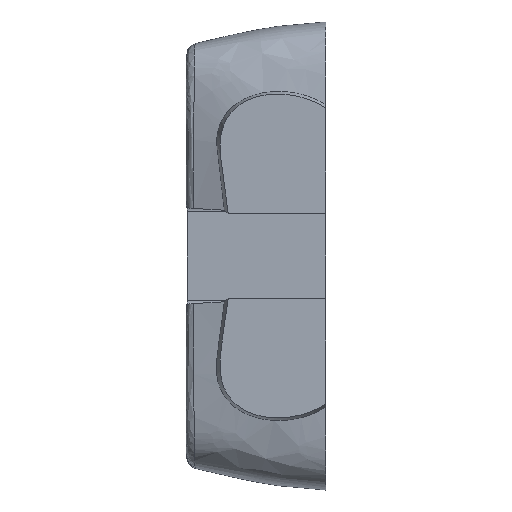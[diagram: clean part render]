
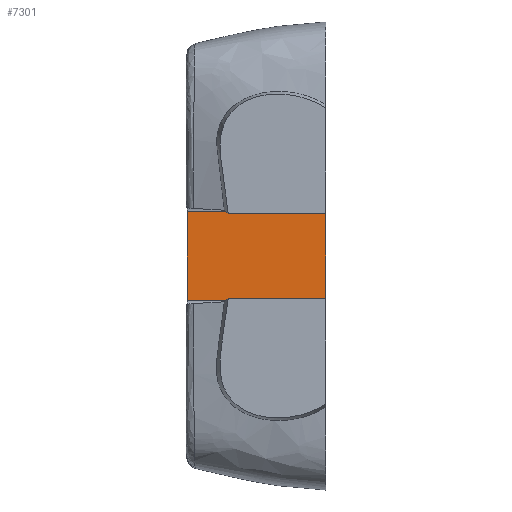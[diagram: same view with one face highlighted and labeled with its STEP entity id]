
A CAD part, left-side view. The second image highlights one B-rep face of the part: STEP entity #7301.
In plain terms, the highlighted planar face has unit normal (-1, 0, 0).
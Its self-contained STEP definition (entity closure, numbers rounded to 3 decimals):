
#6572=CARTESIAN_POINT('POINT55',(90.196,
   104.148,0.));
#6573=VERTEX_POINT('VERTEX55',#6572);
#6581=CARTESIAN_POINT('POINT56',(90.196,
   104.156,41.307));
#6582=VERTEX_POINT('VERTEX56',#6581);
#6583=(BOUNDED_CURVE() B_SPLINE_CURVE(3,(#6584,#6585,#6586,#6587,#6588,
   #6589),.UNSPECIFIED.,.F.,.F.) B_SPLINE_CURVE_WITH_KNOTS((4,1,1,4),(
   0.,0.332,0.666,1.),
   .UNSPECIFIED.) CURVE() GEOMETRIC_REPRESENTATION_ITEM() 
   RATIONAL_B_SPLINE_CURVE((1.,1.,1.,1.,1.
   ,1.)) REPRESENTATION_ITEM('SPLINE_CRV55'));
#6584=CARTESIAN_POINT('',(90.196,104.148,
   0.));
#6585=CARTESIAN_POINT('',(90.196,104.148,
   4.515));
#6586=CARTESIAN_POINT('',(90.196,104.148,
   13.599));
#6587=CARTESIAN_POINT('',(90.196,104.151,
   27.369));
#6588=CARTESIAN_POINT('',(90.196,104.154,
   36.643));
#6589=CARTESIAN_POINT('',(90.196,104.156,
   41.307));
#6590=EDGE_CURVE('EDGE77',#6573,#6582,#6583,.T.);
#7260=CARTESIAN_POINT('POINT65',(90.196,
   104.156,-41.307));
#7261=VERTEX_POINT('VERTEX65',#7260);
#7262=(BOUNDED_CURVE() B_SPLINE_CURVE(3,(#7263,#7264,#7265,#7266,#7267,
   #7268),.UNSPECIFIED.,.F.,.F.) B_SPLINE_CURVE_WITH_KNOTS((4,1,1,4),(
   0.,0.334,0.668,1.),
   .UNSPECIFIED.) CURVE() GEOMETRIC_REPRESENTATION_ITEM() 
   RATIONAL_B_SPLINE_CURVE((1.,1.,1.,1.,1.
   ,1.)) REPRESENTATION_ITEM('SPLINE_CRV61'));
#7263=CARTESIAN_POINT('',(90.196,104.156,
   -41.307));
#7264=CARTESIAN_POINT('',(90.196,104.154,
   -36.643));
#7265=CARTESIAN_POINT('',(90.196,104.151,
   -27.37));
#7266=CARTESIAN_POINT('',(90.196,104.148,
   -13.6));
#7267=CARTESIAN_POINT('',(90.196,104.148,
   -4.516));
#7268=CARTESIAN_POINT('',(90.196,104.148,
   0.));
#7269=EDGE_CURVE('EDGE92',#7261,#6573,#7262,.T.);
#7270=ORIENTED_EDGE('COEDGE152',*,*,#7269,.F.);
#7271=CARTESIAN_POINT('POINT66',(90.196,-25.,
   -41.307));
#7272=VERTEX_POINT('VERTEX66',#7271);
#7273=CARTESIAN_POINT('POS48',(90.196,-25.,
   -41.307));
#7274=DIRECTION('DIR70',(0.,-1.,0.));
#7275=VECTOR('VEC26',#7274,1.);
#7276=LINE('STRAIGHT26',#7273,#7275);
#7277=EDGE_CURVE('EDGE93',#7272,#7261,#7276,.F.);
#7278=ORIENTED_EDGE('COEDGE153',*,*,#7277,.F.);
#7279=CARTESIAN_POINT('POINT67',(90.196,-25.,
   41.307));
#7280=VERTEX_POINT('VERTEX67',#7279);
#7281=CARTESIAN_POINT('POS49',(90.196,-25.,
   2.951));
#7282=DIRECTION('DIR71',(0.,0.,-1.));
#7283=VECTOR('VEC27',#7282,1.);
#7284=LINE('STRAIGHT27',#7281,#7283);
#7285=EDGE_CURVE('EDGE94',#7272,#7280,#7284,.F.);
#7286=ORIENTED_EDGE('COEDGE154',*,*,#7285,.T.);
#7287=CARTESIAN_POINT('POS50',(90.196,-25.,
   41.307));
#7288=DIRECTION('DIR72',(0.,-1.,0.));
#7289=VECTOR('VEC28',#7288,1.);
#7290=LINE('STRAIGHT28',#7287,#7289);
#7291=EDGE_CURVE('EDGE95',#7280,#6582,#7290,.F.);
#7292=ORIENTED_EDGE('COEDGE155',*,*,#7291,.T.);
#7293=ORIENTED_EDGE('COEDGE156',*,*,#6590,.F.);
#7294=EDGE_LOOP('NONE',(#7270,#7278,#7286,#7292,#7293));
#7295=FACE_BOUND('LOOP1',#7294,.T.);
#7296=CARTESIAN_POINT('POS51',(90.196,-25.,
   -41.307));
#7297=DIRECTION('DIR73',(1.,0.,0.));
#7298=DIRECTION('DIR74',(0.,1.,0.));
#7299=AXIS2_PLACEMENT_3D('AXIS23',#7296,#7297,#7298);
#7300=PLANE('PLANE9',#7299);
#7301=ADVANCED_FACE('FACE33',(#7295),#7300,.F.);
